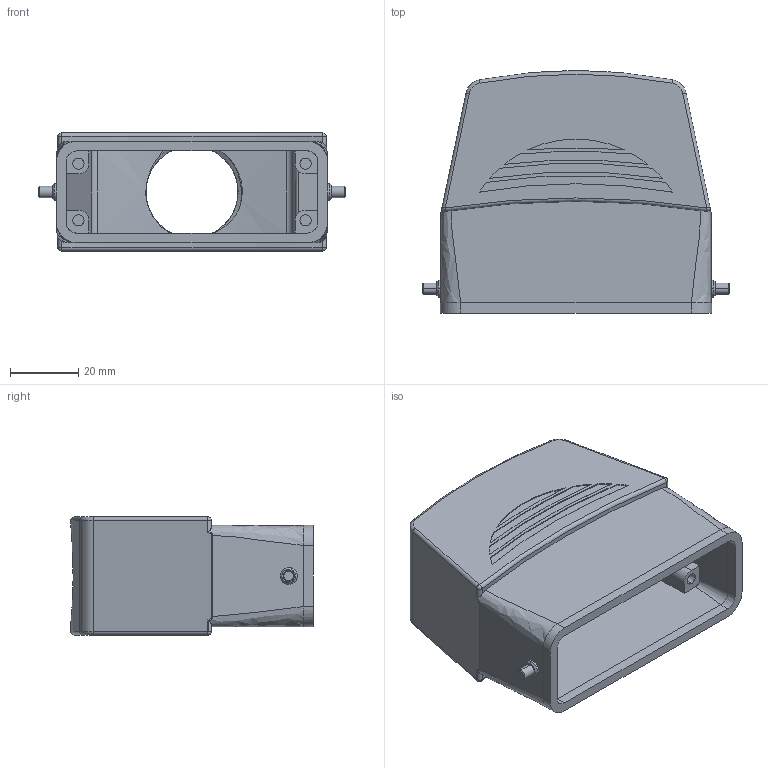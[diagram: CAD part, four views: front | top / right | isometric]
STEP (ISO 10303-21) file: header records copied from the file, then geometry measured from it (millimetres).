
FILE_DESCRIPTION (( 'STEP AP214' ), '1' );
FILE_NAME ('ZP-MC16A-2-STE21ML.step', '2015-08-12T18:08:41', ( '' ), ( '' ), 'SwSTEP 2.0', 'SolidWorks 2014', '' );
FILE_SCHEMA (( 'AUTOMOTIVE_DESIGN' ));
Length unit declared in the file: millimetre
Products named in the file (1): ZP-MC16A-2-STE21ML
Bounding box: 90 x 71 x 34.6 mm (x, y, z)
Volume: 58760.2 mm3; surface area: 32669.6 mm2
Topology: 2 solids, 2 shells, 227 faces, 594 edges, 383 vertices
Faces by surface type: cylinder 97, plane 56, bspline 52, cone 8, torus 8, sphere 6
Entity records: 20452 total; most frequent: CARTESIAN_POINT 13533, ORIENTED_EDGE 1172, DIRECTION 856, EDGE_CURVE 586, VERTEX_POINT 379, AXIS2_PLACEMENT_3D 330, EDGE_LOOP 247, FACE_OUTER_BOUND 227
